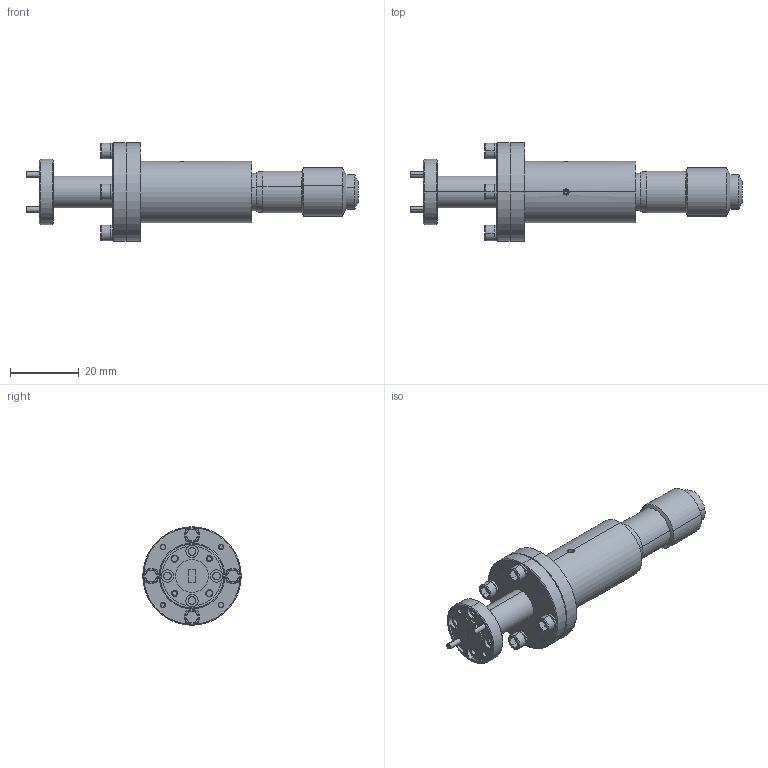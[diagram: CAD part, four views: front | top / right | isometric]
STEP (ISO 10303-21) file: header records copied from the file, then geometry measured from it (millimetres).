
FILE_DESCRIPTION (( 'STEP AP203' ), '1' );
FILE_NAME ('SWL-1523-T1.STEP', '2023-01-10T02:55:46', ( '' ), ( '' ), 'SwSTEP 2.0', 'SolidWorks 2021', '' );
FILE_SCHEMA (( 'CONFIG_CONTROL_DESIGN' ));
Length unit declared in the file: inch
Products named in the file (1): SWL-1523-T1
Bounding box: 96.33 x 28.57 x 28.57 mm (x, y, z)
Volume: 19169 mm3; surface area: 7398.2 mm2
Topology: 7 solids, 9 shells, 370 faces, 806 edges, 500 vertices
Faces by surface type: cylinder 159, plane 121, cone 82, torus 8
Entity records: 10307 total; most frequent: CARTESIAN_POINT 1963, DIRECTION 1850, ORIENTED_EDGE 1612, EDGE_CURVE 806, AXIS2_PLACEMENT_3D 749, VERTEX_POINT 500, EDGE_LOOP 436, CIRCLE 378
